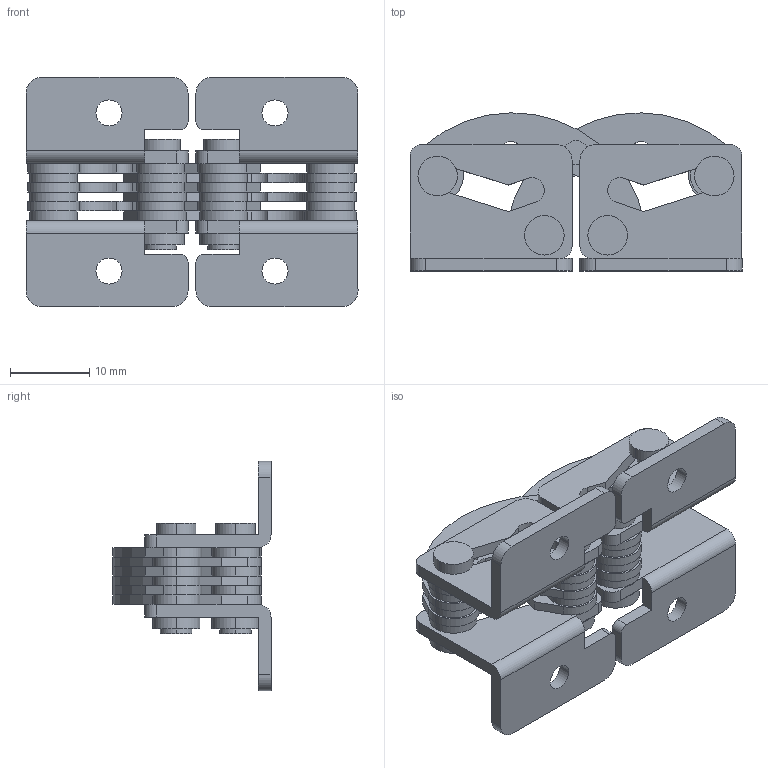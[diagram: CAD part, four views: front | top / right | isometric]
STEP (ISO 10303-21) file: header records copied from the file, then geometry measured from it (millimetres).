
FILE_DESCRIPTION (( 'STEP AP203' ), '1' );
FILE_NAME ('B-10-2.STEP', '2008-12-09T06:11:53', ( ' ' ), ( ' ' ), 'SwSTEP 2.0', 'SolidWorks 2007', '' );
FILE_SCHEMA (( 'CONFIG_CONTROL_DESIGN' ));
Length unit declared in the file: millimetre
Products named in the file (8): B-10-2僽儔働僢僩B__棉太倌; B-10-2僇儔乕B__棉太倌; B-10-2僺儞B__棉太倌; B-10-2; B-10-2僺儞A__棉太倌; B-10-2斅__棉太倌; B-10-2僇儔乕A__棉太倌; B-10-2僽儔働僢僩A__棉太倌
Assembly tree (31 placements, depth 2):
  B-10-2
    B-10-2斅__棉太倌  x6
    B-10-2僇儔乕A__棉太倌  x12
    B-10-2僽儔働僢僩A__棉太倌  x2
    B-10-2僺儞A__棉太倌
    B-10-2僇儔乕B__棉太倌  x4
    B-10-2僽儔働僢僩B__棉太倌  x2
    B-10-2僺儞B__棉太倌  x4
Bounding box: 42 x 20 x 29 mm (x, y, z)
Volume: 4941.2 mm3; surface area: 9435.7 mm2
Topology: 31 solids, 31 shells, 392 faces, 958 edges, 636 vertices
Faces by surface type: cylinder 242, plane 150
Entity records: 4946 total; most frequent: DIRECTION 676, CARTESIAN_POINT 594, ORIENTED_EDGE 544, EDGE_CURVE 272, AXIS2_PLACEMENT_3D 262, VERTEX_POINT 180, VECTOR 152, LINE 152
